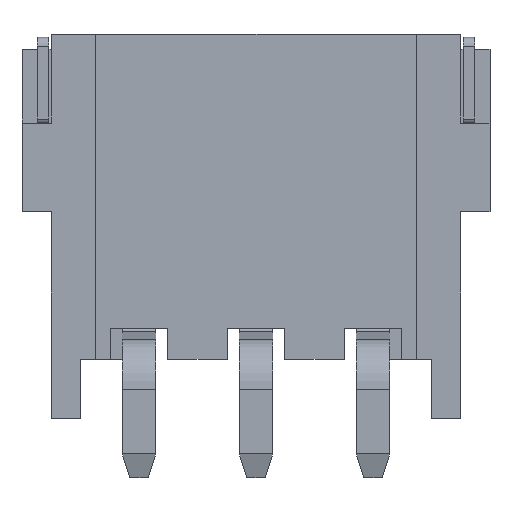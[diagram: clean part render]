
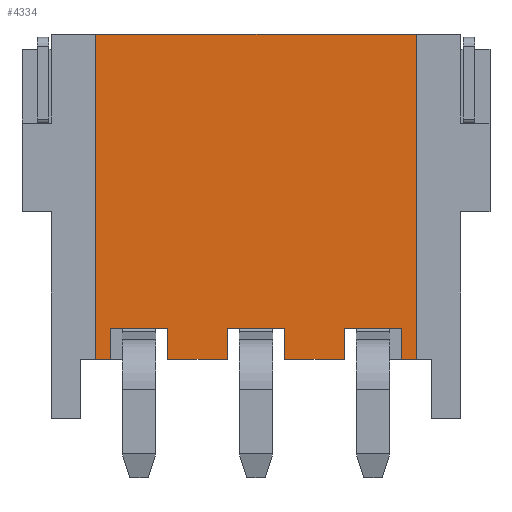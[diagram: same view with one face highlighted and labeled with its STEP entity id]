
A CAD part, front view. The second image highlights one B-rep face of the part: STEP entity #4334.
In plain terms, the highlighted planar face has unit normal (0, -1, 0).
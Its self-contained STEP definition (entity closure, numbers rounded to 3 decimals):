
#49=DIRECTION('',(-1.,0.,0.));
#50=VECTOR('',#49,10.84);
#51=CARTESIAN_POINT('',(5.42,0.3,0.));
#52=LINE('',#51,#50);
#1105=DIRECTION('',(-1.,0.,0.));
#1106=VECTOR('',#1105,0.48);
#1107=CARTESIAN_POINT('',(5.42,0.3,-11.));
#1108=LINE('',#1107,#1106);
#1125=DIRECTION('',(-1.,0.,0.));
#1126=VECTOR('',#1125,2.);
#1127=CARTESIAN_POINT('',(2.98,0.3,-11.));
#1128=LINE('',#1127,#1126);
#1141=DIRECTION('',(-1.,0.,0.));
#1142=VECTOR('',#1141,2.);
#1143=CARTESIAN_POINT('',(-0.98,0.3,-11.));
#1144=LINE('',#1143,#1142);
#1169=DIRECTION('',(-1.,0.,0.));
#1170=VECTOR('',#1169,0.48);
#1171=CARTESIAN_POINT('',(-4.94,0.3,-11.));
#1172=LINE('',#1171,#1170);
#1305=DIRECTION('',(0.,0.,1.));
#1306=VECTOR('',#1305,1.05);
#1307=CARTESIAN_POINT('',(-2.98,0.3,-11.));
#1308=LINE('',#1307,#1306);
#1309=DIRECTION('',(-1.,0.,0.));
#1310=VECTOR('',#1309,1.96);
#1311=CARTESIAN_POINT('',(-2.98,0.3,-9.95));
#1312=LINE('',#1311,#1310);
#1313=DIRECTION('',(0.,0.,1.));
#1314=VECTOR('',#1313,1.05);
#1315=CARTESIAN_POINT('',(-4.94,0.3,-11.));
#1316=LINE('',#1315,#1314);
#1317=DIRECTION('',(0.,0.,-1.));
#1318=VECTOR('',#1317,11.);
#1319=CARTESIAN_POINT('',(5.42,0.3,0.));
#1320=LINE('',#1319,#1318);
#1321=DIRECTION('',(0.,0.,1.));
#1322=VECTOR('',#1321,1.05);
#1323=CARTESIAN_POINT('',(4.94,0.3,-11.));
#1324=LINE('',#1323,#1322);
#1325=DIRECTION('',(-1.,0.,0.));
#1326=VECTOR('',#1325,1.96);
#1327=CARTESIAN_POINT('',(4.94,0.3,-9.95));
#1328=LINE('',#1327,#1326);
#1329=DIRECTION('',(0.,0.,1.));
#1330=VECTOR('',#1329,1.05);
#1331=CARTESIAN_POINT('',(2.98,0.3,-11.));
#1332=LINE('',#1331,#1330);
#1333=DIRECTION('',(0.,0.,1.));
#1334=VECTOR('',#1333,1.05);
#1335=CARTESIAN_POINT('',(0.98,0.3,-11.));
#1336=LINE('',#1335,#1334);
#1337=DIRECTION('',(-1.,0.,0.));
#1338=VECTOR('',#1337,1.96);
#1339=CARTESIAN_POINT('',(0.98,0.3,-9.95));
#1340=LINE('',#1339,#1338);
#1341=DIRECTION('',(0.,0.,1.));
#1342=VECTOR('',#1341,1.05);
#1343=CARTESIAN_POINT('',(-0.98,0.3,-11.));
#1344=LINE('',#1343,#1342);
#1349=DIRECTION('',(0.,0.,-1.));
#1350=VECTOR('',#1349,11.);
#1351=CARTESIAN_POINT('',(-5.42,0.3,0.));
#1352=LINE('',#1351,#1350);
#1970=CARTESIAN_POINT('',(5.42,0.3,0.));
#1972=VERTEX_POINT('',#1970);
#1973=CARTESIAN_POINT('',(-5.42,0.3,0.));
#1974=VERTEX_POINT('',#1973);
#1981=CARTESIAN_POINT('',(5.42,0.3,-11.));
#1982=VERTEX_POINT('',#1981);
#1983=CARTESIAN_POINT('',(-5.42,0.3,-11.));
#1984=VERTEX_POINT('',#1983);
#1985=CARTESIAN_POINT('',(4.94,0.3,-11.));
#1987=VERTEX_POINT('',#1985);
#1989=CARTESIAN_POINT('',(2.98,0.3,-11.));
#1991=VERTEX_POINT('',#1989);
#1997=CARTESIAN_POINT('',(4.94,0.3,-9.95));
#1998=VERTEX_POINT('',#1997);
#1999=CARTESIAN_POINT('',(2.98,0.3,-9.95));
#2000=VERTEX_POINT('',#1999);
#2141=CARTESIAN_POINT('',(0.98,0.3,-9.95));
#2143=VERTEX_POINT('',#2141);
#2145=CARTESIAN_POINT('',(-0.98,0.3,-9.95));
#2147=VERTEX_POINT('',#2145);
#2185=CARTESIAN_POINT('',(0.98,0.3,-11.));
#2187=VERTEX_POINT('',#2185);
#2189=CARTESIAN_POINT('',(-0.98,0.3,-11.));
#2191=VERTEX_POINT('',#2189);
#2289=CARTESIAN_POINT('',(-2.98,0.3,-9.95));
#2291=VERTEX_POINT('',#2289);
#2293=CARTESIAN_POINT('',(-4.94,0.3,-9.95));
#2295=VERTEX_POINT('',#2293);
#2333=CARTESIAN_POINT('',(-2.98,0.3,-11.));
#2335=VERTEX_POINT('',#2333);
#2337=CARTESIAN_POINT('',(-4.94,0.3,-11.));
#2339=VERTEX_POINT('',#2337);
#4305=CARTESIAN_POINT('',(5.42,0.3,0.));
#4306=DIRECTION('',(0.,1.,0.));
#4307=DIRECTION('',(-1.,0.,0.));
#4308=AXIS2_PLACEMENT_3D('',#4305,#4306,#4307);
#4309=PLANE('',#4308);
#4311=ORIENTED_EDGE('',*,*,#4310,.T.);
#4312=ORIENTED_EDGE('',*,*,#2632,.T.);
#4314=ORIENTED_EDGE('',*,*,#4313,.F.);
#4315=ORIENTED_EDGE('',*,*,#4136,.T.);
#4317=ORIENTED_EDGE('',*,*,#4316,.F.);
#4318=ORIENTED_EDGE('',*,*,#2416,.F.);
#4319=ORIENTED_EDGE('',*,*,#4300,.T.);
#4320=ORIENTED_EDGE('',*,*,#4081,.T.);
#4321=ORIENTED_EDGE('',*,*,#4035,.T.);
#4322=ORIENTED_EDGE('',*,*,#2648,.T.);
#4324=ORIENTED_EDGE('',*,*,#4323,.F.);
#4325=ORIENTED_EDGE('',*,*,#4099,.T.);
#4327=ORIENTED_EDGE('',*,*,#4326,.T.);
#4328=ORIENTED_EDGE('',*,*,#2640,.T.);
#4330=ORIENTED_EDGE('',*,*,#4329,.F.);
#4331=ORIENTED_EDGE('',*,*,#4114,.T.);
#4332=EDGE_LOOP('',(#4311,#4312,#4314,#4315,#4317,#4318,#4319,#4320,#4321,#4322,
#4324,#4325,#4327,#4328,#4330,#4331));
#4333=FACE_OUTER_BOUND('',#4332,.F.);
#2416=EDGE_CURVE('',#1972,#1974,#52,.T.);
#2632=EDGE_CURVE('',#2291,#2295,#1312,.T.);
#2640=EDGE_CURVE('',#2143,#2147,#1340,.T.);
#2648=EDGE_CURVE('',#1998,#2000,#1328,.T.);
#4035=EDGE_CURVE('',#1987,#1998,#1324,.T.);
#4081=EDGE_CURVE('',#1982,#1987,#1108,.T.);
#4099=EDGE_CURVE('',#1991,#2187,#1128,.T.);
#4114=EDGE_CURVE('',#2191,#2335,#1144,.T.);
#4136=EDGE_CURVE('',#2339,#1984,#1172,.T.);
#4300=EDGE_CURVE('',#1972,#1982,#1320,.T.);
#4310=EDGE_CURVE('',#2335,#2291,#1308,.T.);
#4313=EDGE_CURVE('',#2339,#2295,#1316,.T.);
#4316=EDGE_CURVE('',#1974,#1984,#1352,.T.);
#4323=EDGE_CURVE('',#1991,#2000,#1332,.T.);
#4326=EDGE_CURVE('',#2187,#2143,#1336,.T.);
#4329=EDGE_CURVE('',#2191,#2147,#1344,.T.);
#4334=ADVANCED_FACE('',(#4333),#4309,.F.);
